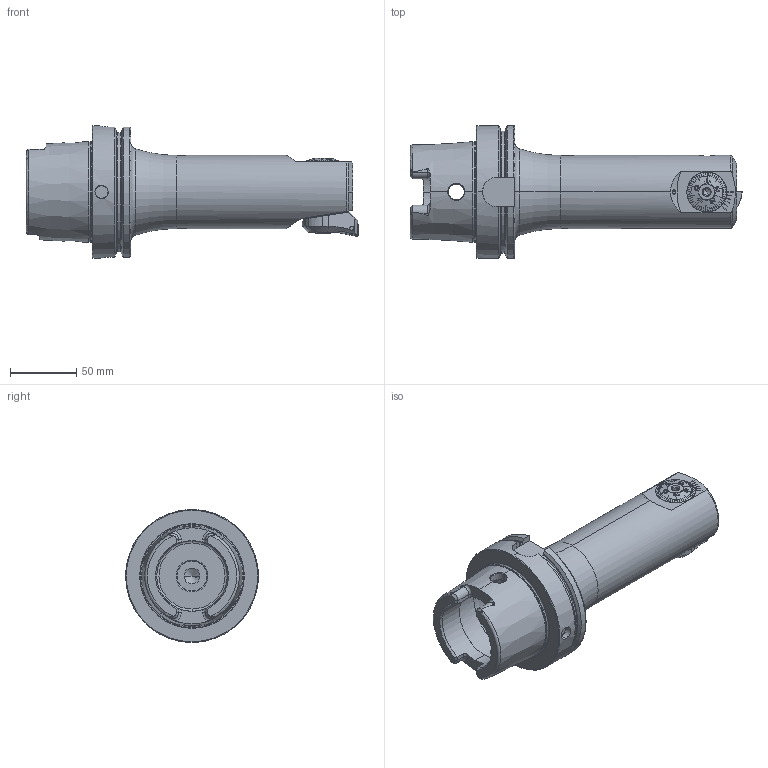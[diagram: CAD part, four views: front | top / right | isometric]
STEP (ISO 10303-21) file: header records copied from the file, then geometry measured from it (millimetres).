
FILE_DESCRIPTION (( 'STEP AP214' ), '1' );
FILE_NAME ('HA0.F55.K22.200.STEP', '2024-08-20T12:17:11', ( '' ), ( '' ), 'SwSTEP 2.0', 'SolidWorks 2022', '' );
FILE_SCHEMA (( 'AUTOMOTIVE_DESIGN' ));
Length unit declared in the file: millimetre
Products named in the file (20): F55-BG2.014.015_B; F55-BG1.011.036_D; F55-BG2.015.015_B; F55-WCB.001.013; F55-BG1.011.036; DIN 3771 - 25x1.5; WCB-ER2.001.009_A; ISO 4026 - M10 x 8; HA0.F55.K22.200; F55-BG1.012.012_A; A55-BG3.011.033_A_gekürzt; F55-BG1.014.036; CCMT09T304; A55-BG2.011.016_D; F55-ER1.101.016_A; HA0-F55.K20.200_B_Fertigbearbeitung; A55-BG2.012.006_B; A55-BG2.013.005_C; F55-WCB.001.013_D_fertigbearbeitet; Klebstoff D10
Assembly tree (20 placements, depth 4):
  HA0.F55.K22.200
    HA0-F55.K20.200_B_Fertigbearbeitung
    F55-WCB.001.013
      F55-WCB.001.013_D_fertigbearbeitet
      CCMT09T304
      WCB-ER2.001.009_A
    F55-ER1.101.016_A
    F55-BG1.014.036
      F55-BG1.011.036
        F55-BG1.011.036_D
        F55-BG1.012.012_A
      A55-BG2.013.005_C
      A55-BG2.012.006_B
      F55-BG2.015.015_B
        A55-BG2.011.016_D
        F55-BG2.014.015_B
      DIN 3771 - 25x1.5
    A55-BG3.011.033_A_gekürzt
    Klebstoff D10
    ISO 4026 - M10 x 8
    WCB-ER2.001.009_A
Bounding box: 249.9 x 100 x 100 mm (x, y, z)
Volume: 638564.3 mm3; surface area: 106007.7 mm2
Topology: 16 solids, 16 shells, 954 faces, 2475 edges, 1553 vertices
Faces by surface type: plane 366, cone 224, cylinder 207, torus 102, bspline 51, sphere 4
Entity records: 37734 total; most frequent: CARTESIAN_POINT 11047, ORIENTED_EDGE 4722, DIRECTION 4130, EDGE_CURVE 2361, AXIS2_PLACEMENT_3D 1627, VERTEX_POINT 1493, EDGE_LOOP 966, ADVANCED_FACE 915
